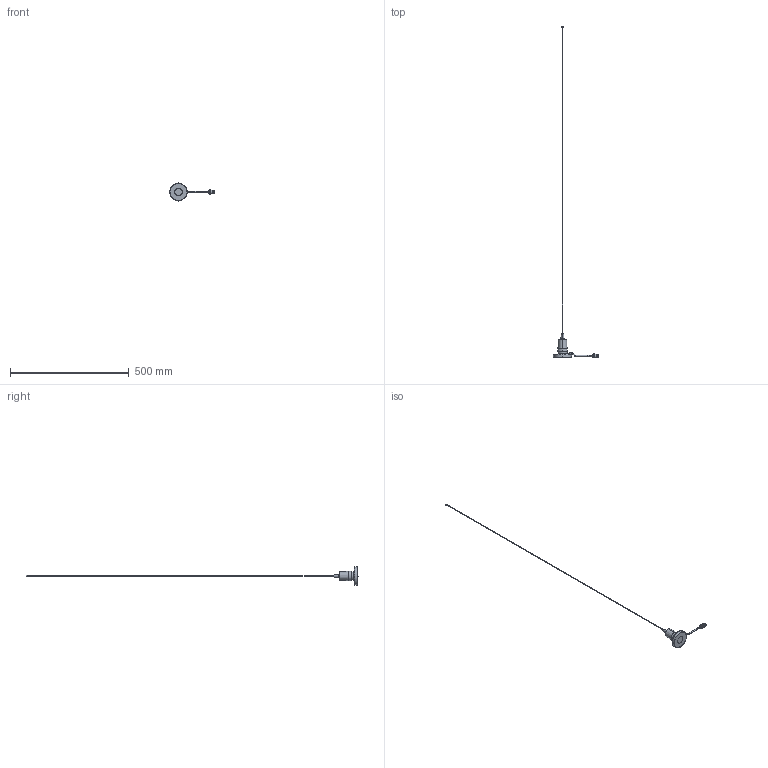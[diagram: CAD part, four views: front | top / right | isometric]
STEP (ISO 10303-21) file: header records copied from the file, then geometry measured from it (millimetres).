
FILE_DESCRIPTION (( 'STEP AP214' ), '1' );
FILE_NAME ('FMANMOB1006-NF_3D.step', '2023-03-15T17:38:17', ( '' ), ( '' ), 'SwSTEP 2.0', 'SolidWorks 2022', '' );
FILE_SCHEMA (( 'AUTOMOTIVE_DESIGN' ));
Length unit declared in the file: inch
Products named in the file (6): Copy of NMO Base w Cable^FMMA1-NFA10; Copy of NF 230124^FMMA1-NFA10; 1084 230124; Copy of HeatShrink-195-2_230124^FMMA1-NFA10; FMMA1-NFA10; FMANMOB1006-NF_3D
Assembly tree (5 placements, depth 3):
  FMANMOB1006-NF_3D
    FMMA1-NFA10
      Copy of NMO Base w Cable^FMMA1-NFA10
      Copy of HeatShrink-195-2_230124^FMMA1-NFA10
      Copy of NF 230124^FMMA1-NFA10
    1084 230124
Bounding box: 189.92 x 1399.66 x 76 mm (x, y, z)
Volume: 133489.6 mm3; surface area: 67132.9 mm2
Topology: 10 solids, 10 shells, 544 faces, 1284 edges, 770 vertices
Faces by surface type: bspline 249, cylinder 159, plane 74, cone 46, torus 16
Entity records: 20944 total; most frequent: CARTESIAN_POINT 9176, ORIENTED_EDGE 2556, DIRECTION 1522, EDGE_CURVE 1278, VERTEX_POINT 770, AXIS2_PLACEMENT_3D 666, EDGE_LOOP 578, ADVANCED_FACE 544
